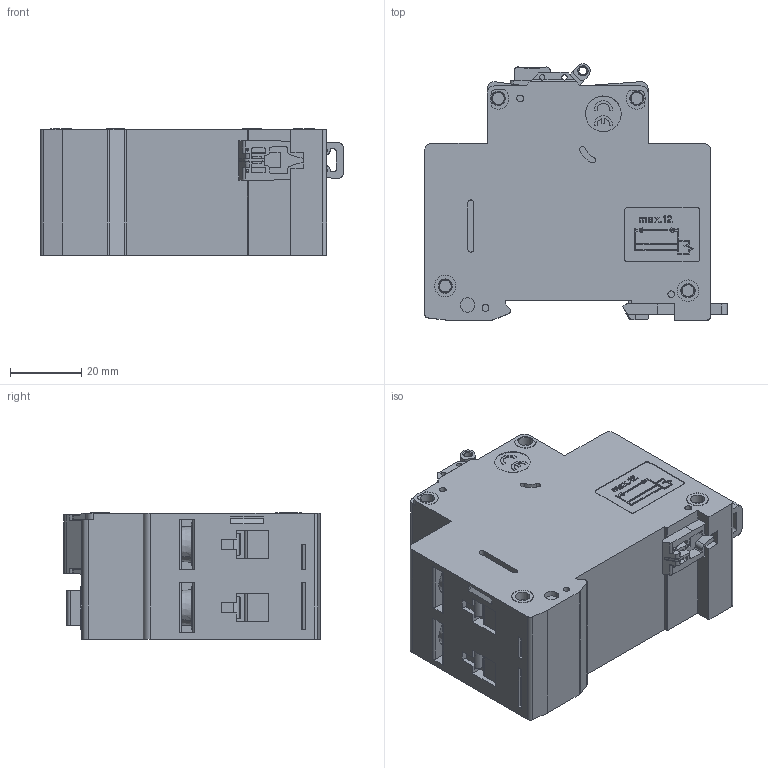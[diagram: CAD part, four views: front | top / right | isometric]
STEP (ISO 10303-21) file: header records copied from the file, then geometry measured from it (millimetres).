
FILE_DESCRIPTION(('OneSpaceDesigner STEP Export'),'2;1');
FILE_NAME('fk9052-FI_LS-Schalter_Dummy_C-Design.stp','2009-11-18T17:20:09',(''),(''),'OneSpace Designer STEP processor for AP214 (Solid Model)','OneSpace Modeling 15.50B 03-Nov-2007 (C) CoCreate Software GmbH','');
FILE_SCHEMA(('AUTOMOTIVE_DESIGN { 1 0 10303 214 1 1 1 1 }'));
Length unit declared in the file: millimetre
Products named in the file (2): fk9052-FI_LS-Schalter_Dummy_C-Design
Assembly tree (1 placements, depth 2):
  fk9052-FI_LS-Schalter_Dummy_C-Design
    fk9052-FI_LS-Schalter_Dummy_C-Design
Bounding box: 84.7 x 71.71 x 35.4 mm (x, y, z)
Volume: 150838.8 mm3; surface area: 27835.3 mm2
Topology: 1 solids, 1 shells, 1477 faces, 4132 edges, 2705 vertices
Faces by surface type: plane 986, cylinder 391, cone 61, sphere 20, torus 18, bspline 1
Entity records: 49410 total; most frequent: CARTESIAN_POINT 12243, ORIENTED_EDGE 8240, DIRECTION 7089, EDGE_CURVE 4120, VECTOR 2823, LINE 2823, VERTEX_POINT 2705, AXIS2_PLACEMENT_3D 2133
